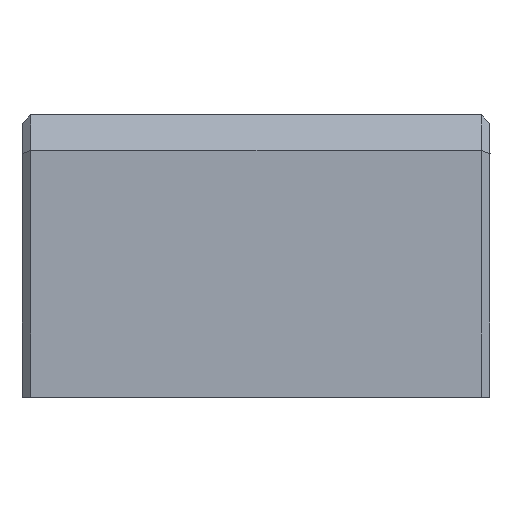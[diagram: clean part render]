
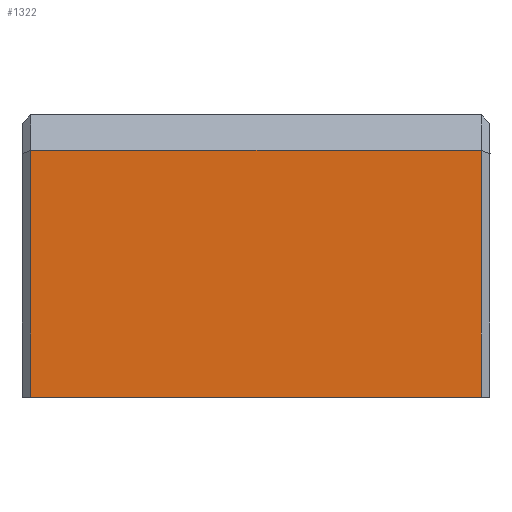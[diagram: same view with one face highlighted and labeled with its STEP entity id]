
A CAD part, front view. The second image highlights one B-rep face of the part: STEP entity #1322.
In plain terms, the highlighted planar face has unit normal (0, -1, 0).
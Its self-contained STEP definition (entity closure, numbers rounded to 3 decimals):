
#133=FACE_OUTER_BOUND('',#209,.T.);
#209=EDGE_LOOP('',(#1207,#1208,#1209,#1210));
#323=LINE('',#2174,#465);
#361=LINE('',#2249,#503);
#371=LINE('',#2310,#513);
#372=LINE('',#2314,#514);
#465=VECTOR('',#1671,10.);
#503=VECTOR('',#1751,10.);
#513=VECTOR('',#1777,10.);
#514=VECTOR('',#1784,10.);
#620=VERTEX_POINT('',#2171);
#621=VERTEX_POINT('',#2173);
#636=VERTEX_POINT('',#2246);
#637=VERTEX_POINT('',#2248);
#778=EDGE_CURVE('',#621,#620,#323,.T.);
#816=EDGE_CURVE('',#636,#637,#361,.T.);
#829=EDGE_CURVE('',#620,#637,#371,.T.);
#830=EDGE_CURVE('',#636,#621,#372,.T.);
#1207=ORIENTED_EDGE('',*,*,#816,.F.);
#1208=ORIENTED_EDGE('',*,*,#830,.T.);
#1209=ORIENTED_EDGE('',*,*,#778,.T.);
#1210=ORIENTED_EDGE('',*,*,#829,.T.);
#1258=PLANE('',#1438);
#1322=ADVANCED_FACE('',(#133),#1258,.F.);
#1438=AXIS2_PLACEMENT_3D('',#2315,#1785,#1786);
#1671=DIRECTION('',(1.,0.,0.));
#1751=DIRECTION('',(1.,0.,0.));
#1777=DIRECTION('',(0.,0.,1.));
#1784=DIRECTION('',(0.,0.,-1.));
#1785=DIRECTION('center_axis',(0.,1.,0.));
#1786=DIRECTION('ref_axis',(0.,0.,1.));
#2171=CARTESIAN_POINT('',(10.545,-15.4,-6.603));
#2173=CARTESIAN_POINT('',(-10.545,-15.4,-6.603));
#2174=CARTESIAN_POINT('',(4.872,-15.4,-6.603));
#2246=CARTESIAN_POINT('',(-10.545,-15.4,4.935));
#2248=CARTESIAN_POINT('',(10.545,-15.4,4.935));
#2249=CARTESIAN_POINT('',(0.522,-15.4,4.935));
#2310=CARTESIAN_POINT('',(10.545,-15.4,-1.781));
#2314=CARTESIAN_POINT('',(-10.545,-15.4,-1.781));
#2315=CARTESIAN_POINT('Origin',(0.5,-15.4,-2.792));
